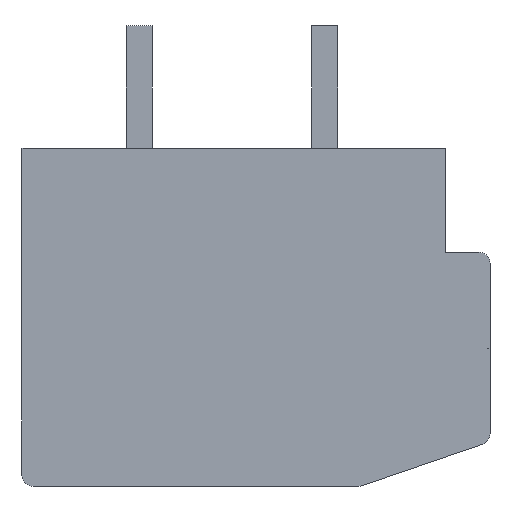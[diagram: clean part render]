
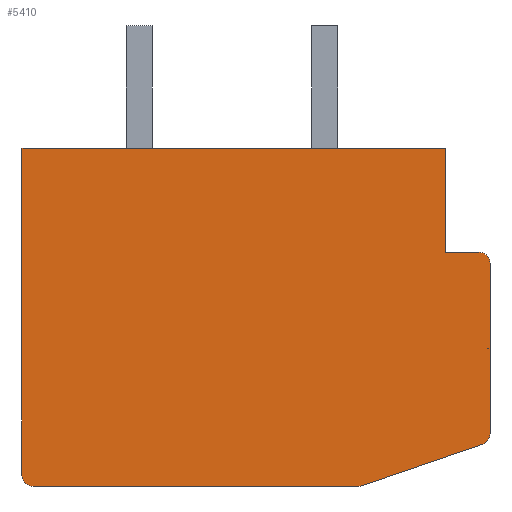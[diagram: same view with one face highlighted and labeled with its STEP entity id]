
A CAD part, front view. The second image highlights one B-rep face of the part: STEP entity #5410.
In plain terms, the highlighted planar face has unit normal (0, -1, 0).
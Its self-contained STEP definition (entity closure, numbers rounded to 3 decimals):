
#1=CARTESIAN_POINT('',(6.,-58.76,-3.136));
#2=DIRECTION('',(0.,-1.,0.));
#3=DIRECTION('',(0.324,0.,-0.946));
#4=AXIS2_PLACEMENT_3D('',#1,#2,#3);
#6=DIRECTION('',(-0.946,0.,-0.324));
#7=VECTOR('',#6,3.486);
#8=CARTESIAN_POINT('',(6.097,-58.76,-3.419));
#9=LINE('',#8,#7);
#10=DIRECTION('',(-1.,0.,0.));
#11=VECTOR('',#10,8.8);
#12=CARTESIAN_POINT('',(2.8,-58.76,-4.55));
#13=LINE('',#12,#11);
#14=CARTESIAN_POINT('',(-6.,-58.76,-4.25));
#15=DIRECTION('',(0.,-1.,0.));
#16=DIRECTION('',(-1.,0.,0.));
#17=AXIS2_PLACEMENT_3D('',#14,#15,#16);
#19=DIRECTION('',(0.,0.,1.));
#20=VECTOR('',#19,8.8);
#21=CARTESIAN_POINT('',(-6.3,-58.76,-4.25));
#22=LINE('',#21,#20);
#23=DIRECTION('',(1.,0.,0.));
#24=VECTOR('',#23,11.4);
#25=CARTESIAN_POINT('',(-6.3,-58.76,4.55));
#26=LINE('',#25,#24);
#27=DIRECTION('',(0.,0.,-1.));
#28=VECTOR('',#27,2.8);
#29=CARTESIAN_POINT('',(5.1,-58.76,4.55));
#30=LINE('',#29,#28);
#31=DIRECTION('',(1.,0.,0.));
#32=VECTOR('',#31,0.9);
#33=CARTESIAN_POINT('',(5.1,-58.76,1.75));
#34=LINE('',#33,#32);
#35=CARTESIAN_POINT('',(6.,-58.76,1.45));
#36=DIRECTION('',(0.,-1.,0.));
#37=DIRECTION('',(1.,0.,0.));
#38=AXIS2_PLACEMENT_3D('',#35,#36,#37);
#40=DIRECTION('',(0.,0.,-1.));
#41=VECTOR('',#40,4.586);
#42=CARTESIAN_POINT('',(6.3,-58.76,1.45));
#43=LINE('',#42,#41);
#4159=CARTESIAN_POINT('',(-6.3,-58.76,4.55));
#4160=CARTESIAN_POINT('',(5.1,-58.76,4.55));
#4161=VERTEX_POINT('',#4159);
#4162=VERTEX_POINT('',#4160);
#4163=CARTESIAN_POINT('',(5.1,-58.76,1.75));
#4164=VERTEX_POINT('',#4163);
#4165=CARTESIAN_POINT('',(6.097,-58.76,-3.419));
#4166=CARTESIAN_POINT('',(6.3,-58.76,-3.136));
#4167=VERTEX_POINT('',#4165);
#4168=VERTEX_POINT('',#4166);
#4169=CARTESIAN_POINT('',(6.3,-58.76,1.45));
#4170=CARTESIAN_POINT('',(6.,-58.76,1.75));
#4171=VERTEX_POINT('',#4169);
#4172=VERTEX_POINT('',#4170);
#4173=CARTESIAN_POINT('',(-6.3,-58.76,-4.25));
#4174=CARTESIAN_POINT('',(-6.,-58.76,-4.55));
#4175=VERTEX_POINT('',#4173);
#4176=VERTEX_POINT('',#4174);
#4177=CARTESIAN_POINT('',(2.8,-58.76,-4.55));
#4178=VERTEX_POINT('',#4177);
#5383=CARTESIAN_POINT('',(0.,-58.76,0.));
#5384=DIRECTION('',(0.,1.,0.));
#5385=DIRECTION('',(1.,0.,0.));
#5386=AXIS2_PLACEMENT_3D('',#5383,#5384,#5385);
#5387=PLANE('',#5386);
#5389=ORIENTED_EDGE('',*,*,#5388,.F.);
#5391=ORIENTED_EDGE('',*,*,#5390,.T.);
#5393=ORIENTED_EDGE('',*,*,#5392,.T.);
#5395=ORIENTED_EDGE('',*,*,#5394,.F.);
#5397=ORIENTED_EDGE('',*,*,#5396,.T.);
#5399=ORIENTED_EDGE('',*,*,#5398,.T.);
#5401=ORIENTED_EDGE('',*,*,#5400,.T.);
#5403=ORIENTED_EDGE('',*,*,#5402,.T.);
#5405=ORIENTED_EDGE('',*,*,#5404,.F.);
#5407=ORIENTED_EDGE('',*,*,#5406,.T.);
#5408=EDGE_LOOP('',(#5389,#5391,#5393,#5395,#5397,#5399,#5401,#5403,#5405,
#5407));
#5409=FACE_OUTER_BOUND('',#5408,.F.);
#5410=ADVANCED_FACE('',(#5409),#5387,.F.);
#5=CIRCLE('',#4,0.3);
#18=CIRCLE('',#17,0.3);
#39=CIRCLE('',#38,0.3);
#5388=EDGE_CURVE('',#4167,#4168,#5,.T.);
#5390=EDGE_CURVE('',#4167,#4178,#9,.T.);
#5392=EDGE_CURVE('',#4178,#4176,#13,.T.);
#5394=EDGE_CURVE('',#4175,#4176,#18,.T.);
#5396=EDGE_CURVE('',#4175,#4161,#22,.T.);
#5398=EDGE_CURVE('',#4161,#4162,#26,.T.);
#5400=EDGE_CURVE('',#4162,#4164,#30,.T.);
#5402=EDGE_CURVE('',#4164,#4172,#34,.T.);
#5404=EDGE_CURVE('',#4171,#4172,#39,.T.);
#5406=EDGE_CURVE('',#4171,#4168,#43,.T.);
